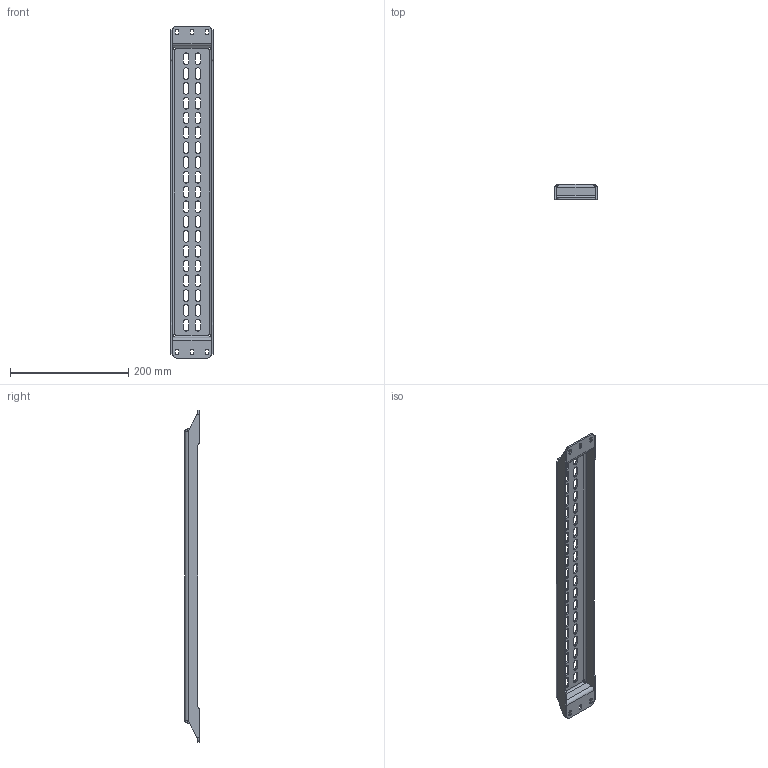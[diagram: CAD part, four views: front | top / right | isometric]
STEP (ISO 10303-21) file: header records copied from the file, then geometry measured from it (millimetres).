
FILE_DESCRIPTION (( 'STEP AP214' ), '1' );
FILE_NAME ('998.560.STEP', '2024-10-01T09:46:24', ( '' ), ( '' ), 'SwSTEP 2.0', 'SolidWorks 2021', '' );
FILE_SCHEMA (( 'AUTOMOTIVE_DESIGN' ));
Length unit declared in the file: millimetre
Products named in the file (1): 998.560
Bounding box: 72 x 25 x 561 mm (x, y, z)
Volume: 161590.9 mm3; surface area: 118882.7 mm2
Topology: 1 solids, 1 shells, 310 faces, 876 edges, 568 vertices
Faces by surface type: cylinder 164, plane 130, bspline 16
Entity records: 11602 total; most frequent: CARTESIAN_POINT 3239, ORIENTED_EDGE 1752, DIRECTION 1722, EDGE_CURVE 876, AXIS2_PLACEMENT_3D 607, VERTEX_POINT 568, LINE 508, VECTOR 508
